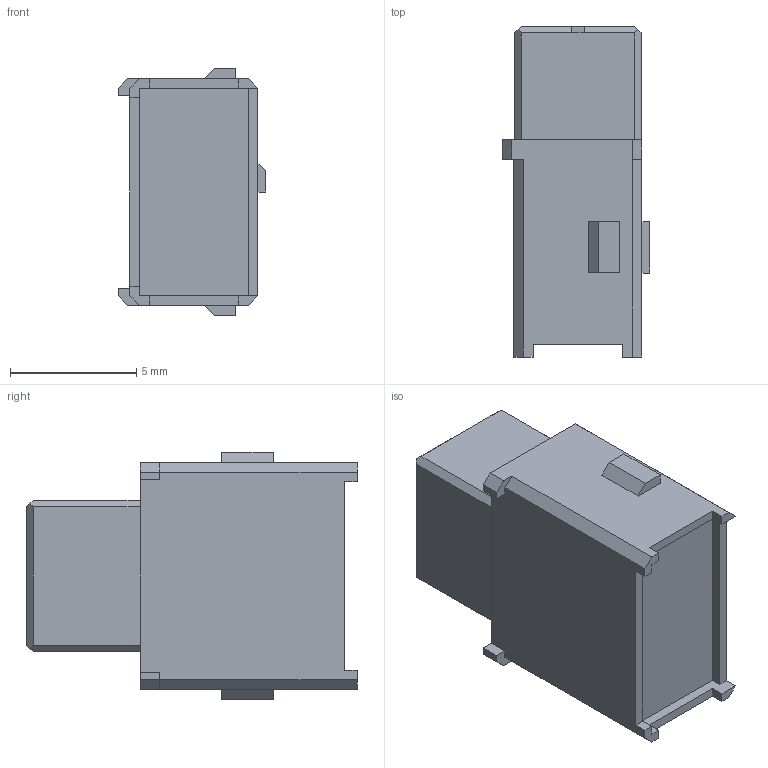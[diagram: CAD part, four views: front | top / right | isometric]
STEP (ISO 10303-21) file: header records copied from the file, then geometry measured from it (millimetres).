
FILE_DESCRIPTION(/* description */ ('A Series - Process Sealed Subminiature Toggle -body-'),/* implementation_level */ '2;1');
FILE_NAME(/* name */ 'A1-toggle-body.ipt.step',/* time_stamp */ '2014-01-07T11:04:16-08:00',/* author */ ('Cadenas PARTsolutions'),/* organization */ ('NKKSWITCHES'),/* preprocessor_version */ 'ST-DEVELOPER v15.2',/* originating_system */ 'Autodesk Inventor 2014',/* authorisation */ '');
FILE_SCHEMA (('AUTOMOTIVE_DESIGN { 1 0 10303 214 3 1 1 }'));
Length unit declared in the file: inch
Products named in the file (1): A1-toggle-body
Bounding box: 5.84 x 13.11 x 9.8 mm (x, y, z)
Volume: 482.5 mm3; surface area: 437 mm2
Topology: 1 solids, 1 shells, 77 faces, 206 edges, 136 vertices
Faces by surface type: plane 76, cylinder 1
Full cylindrical faces by diameter (mm): 3.556 x1
Entity records: 2368 total; most frequent: CARTESIAN_POINT 419, ORIENTED_EDGE 410, DIRECTION 363, EDGE_CURVE 205, LINE 203, VECTOR 203, VERTEX_POINT 136, EDGE_LOOP 83
